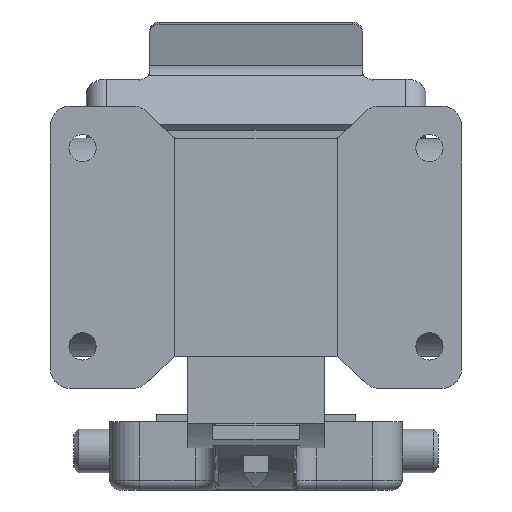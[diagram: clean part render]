
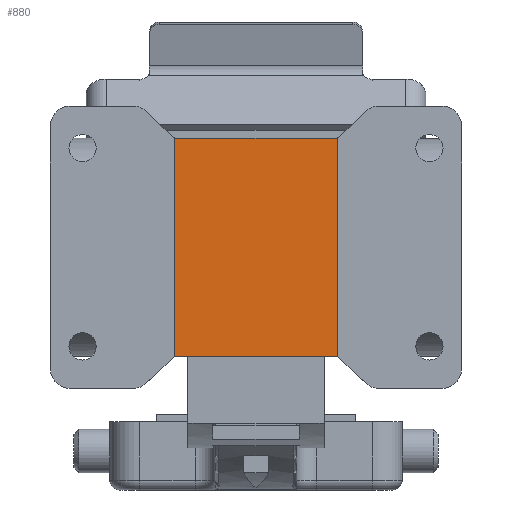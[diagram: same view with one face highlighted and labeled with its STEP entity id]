
A CAD part, front view. The second image highlights one B-rep face of the part: STEP entity #880.
In plain terms, the highlighted planar face has unit normal (0, -1, 0).
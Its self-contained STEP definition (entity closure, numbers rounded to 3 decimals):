
#191 = EDGE_CURVE ( 'NONE', #20555, #5540, #16165, .T. ) ;
#245 = LINE ( 'NONE', #4990, #8479 ) ;
#367 = ORIENTED_EDGE ( 'NONE', *, *, #20587, .F. ) ;
#498 = CARTESIAN_POINT ( 'NONE',  ( 16.5, 0., 22. ) ) ;
#688 = EDGE_CURVE ( 'NONE', #7344, #13390, #10719, .T. ) ;
#880 = ADVANCED_FACE ( 'NONE', ( #19204 ), #7038, .T. ) ;
#979 = EDGE_CURVE ( 'NONE', #9595, #13390, #9393, .T. ) ;
#1258 = DIRECTION ( 'NONE',  ( -0.72, 0., -0.694 ) ) ;
#1380 = CARTESIAN_POINT ( 'NONE',  ( -1.146, 0., 7.214 ) ) ;
#1412 = CARTESIAN_POINT ( 'NONE',  ( 22.088, 0., -27.381 ) ) ;
#1434 = EDGE_CURVE ( 'NONE', #11421, #5540, #13244, .T. ) ;
#1542 = CARTESIAN_POINT ( 'NONE',  ( -16.718, 0., 22.21 ) ) ;
#1603 = DIRECTION ( 'NONE',  ( 0., 0., 1. ) ) ;
#1751 = VERTEX_POINT ( 'NONE', #16374 ) ;
#1926 = VECTOR ( 'NONE', #3618, 1000. ) ;
#2219 = DIRECTION ( 'NONE',  ( 0., 0., -1. ) ) ;
#2798 = CARTESIAN_POINT ( 'NONE',  ( 16.198, 0., 22.75 ) ) ;
#2815 = CARTESIAN_POINT ( 'NONE',  ( -16.198, 0., -22. ) ) ;
#2846 = ORIENTED_EDGE ( 'NONE', *, *, #688, .T. ) ;
#2887 = CARTESIAN_POINT ( 'NONE',  ( 16.5, 0., 22. ) ) ;
#2978 = VERTEX_POINT ( 'NONE', #11348 ) ;
#3514 = ORIENTED_EDGE ( 'NONE', *, *, #979, .F. ) ;
#3618 = DIRECTION ( 'NONE',  ( 0.72, 0., 0.694 ) ) ;
#3654 = DIRECTION ( 'NONE',  ( -1., 0., 0. ) ) ;
#3796 = DIRECTION ( 'NONE',  ( 0., 0., 1. ) ) ;
#4448 = DIRECTION ( 'NONE',  ( 0., 0., -1. ) ) ;
#4990 = CARTESIAN_POINT ( 'NONE',  ( -23.5, 0., 22. ) ) ;
#5540 = VERTEX_POINT ( 'NONE', #1542 ) ;
#5669 = LINE ( 'NONE', #1412, #18819 ) ;
#6271 = EDGE_CURVE ( 'NONE', #1751, #20555, #18211, .T. ) ;
#6314 = ORIENTED_EDGE ( 'NONE', *, *, #1434, .T. ) ;
#6433 = CARTESIAN_POINT ( 'NONE',  ( 16.198, 0., 22. ) ) ;
#6630 = CARTESIAN_POINT ( 'NONE',  ( -16.198, 0., -22.75 ) ) ;
#6734 = DIRECTION ( 'NONE',  ( 0., 1., 0. ) ) ;
#7038 = PLANE ( 'NONE',  #14319 ) ;
#7088 = VERTEX_POINT ( 'NONE', #9602 ) ;
#7344 = VERTEX_POINT ( 'NONE', #18037 ) ;
#7428 = CARTESIAN_POINT ( 'NONE',  ( -16.198, 0., 22. ) ) ;
#7543 = VERTEX_POINT ( 'NONE', #498 ) ;
#7607 = AXIS2_PLACEMENT_3D ( 'NONE', #2798, #14336, #4448 ) ;
#8265 = DIRECTION ( 'NONE',  ( 0., 0., -1. ) ) ;
#8479 = VECTOR ( 'NONE', #14892, 1000. ) ;
#8488 = VERTEX_POINT ( 'NONE', #6433 ) ;
#9035 = CARTESIAN_POINT ( 'NONE',  ( 16.198, 0., -22.75 ) ) ;
#9393 = LINE ( 'NONE', #11959, #17655 ) ;
#9592 = DIRECTION ( 'NONE',  ( -0.72, 0., 0.694 ) ) ;
#9595 = VERTEX_POINT ( 'NONE', #20520 ) ;
#9602 = CARTESIAN_POINT ( 'NONE',  ( 16.5, 0., -22. ) ) ;
#10719 = CIRCLE ( 'NONE', #11424, 0.75 ) ;
#10725 = DIRECTION ( 'NONE',  ( 0., 0., -1. ) ) ;
#10884 = ORIENTED_EDGE ( 'NONE', *, *, #17770, .T. ) ;
#11300 = AXIS2_PLACEMENT_3D ( 'NONE', #16649, #6734, #18279 ) ;
#11348 = CARTESIAN_POINT ( 'NONE',  ( 16.718, 0., 22.21 ) ) ;
#11421 = VERTEX_POINT ( 'NONE', #7428 ) ;
#11424 = AXIS2_PLACEMENT_3D ( 'NONE', #6630, #18161, #8265 ) ;
#11671 = ORIENTED_EDGE ( 'NONE', *, *, #18908, .T. ) ;
#11945 = CARTESIAN_POINT ( 'NONE',  ( -16.5, 0., -16. ) ) ;
#11959 = CARTESIAN_POINT ( 'NONE',  ( -23.5, 0., -22. ) ) ;
#12106 = DIRECTION ( 'NONE',  ( 0., -1., 0. ) ) ;
#12289 = VECTOR ( 'NONE', #9592, 1000. ) ;
#12469 = VERTEX_POINT ( 'NONE', #12646 ) ;
#12646 = CARTESIAN_POINT ( 'NONE',  ( 16.718, 0., -22.21 ) ) ;
#12910 = DIRECTION ( 'NONE',  ( 0.72, 0., -0.694 ) ) ;
#13244 = CIRCLE ( 'NONE', #11300, 0.75 ) ;
#13390 = VERTEX_POINT ( 'NONE', #2815 ) ;
#13810 = VECTOR ( 'NONE', #3796, 1000. ) ;
#13948 = CIRCLE ( 'NONE', #18588, 0.75 ) ;
#14319 = AXIS2_PLACEMENT_3D ( 'NONE', #18637, #12106, #2219 ) ;
#14336 = DIRECTION ( 'NONE',  ( 0., 1., 0. ) ) ;
#14542 = LINE ( 'NONE', #15181, #1926 ) ;
#14892 = DIRECTION ( 'NONE',  ( 1., 0., 0. ) ) ;
#14900 = VECTOR ( 'NONE', #1258, 1000. ) ;
#14971 = LINE ( 'NONE', #21348, #18823 ) ;
#15181 = CARTESIAN_POINT ( 'NONE',  ( -17.134, 0., -22.611 ) ) ;
#15891 = ORIENTED_EDGE ( 'NONE', *, *, #18473, .F. ) ;
#16080 = EDGE_LOOP ( 'NONE', ( #3514, #10884, #20350, #11671, #367, #18889, #15891, #6314, #16635, #19350, #19040, #2846 ) ) ;
#16165 = LINE ( 'NONE', #1380, #12289 ) ;
#16374 = CARTESIAN_POINT ( 'NONE',  ( -16.5, 0., -22. ) ) ;
#16635 = ORIENTED_EDGE ( 'NONE', *, *, #191, .F. ) ;
#16649 = CARTESIAN_POINT ( 'NONE',  ( -16.198, 0., 22.75 ) ) ;
#16815 = EDGE_CURVE ( 'NONE', #7344, #1751, #14542, .T. ) ;
#17655 = VECTOR ( 'NONE', #3654, 1000. ) ;
#17770 = EDGE_CURVE ( 'NONE', #9595, #12469, #13948, .T. ) ;
#18037 = CARTESIAN_POINT ( 'NONE',  ( -16.718, 0., -22.21 ) ) ;
#18161 = DIRECTION ( 'NONE',  ( 0., 1., 0. ) ) ;
#18211 = LINE ( 'NONE', #11945, #13810 ) ;
#18279 = DIRECTION ( 'NONE',  ( 0., 0., -1. ) ) ;
#18338 = EDGE_CURVE ( 'NONE', #7088, #12469, #5669, .T. ) ;
#18473 = EDGE_CURVE ( 'NONE', #11421, #8488, #245, .T. ) ;
#18588 = AXIS2_PLACEMENT_3D ( 'NONE', #9035, #20590, #10725 ) ;
#18637 = CARTESIAN_POINT ( 'NONE',  ( -23.5, 0., -16. ) ) ;
#18819 = VECTOR ( 'NONE', #12910, 1000. ) ;
#18823 = VECTOR ( 'NONE', #1603, 1000. ) ;
#18889 = ORIENTED_EDGE ( 'NONE', *, *, #21142, .T. ) ;
#18908 = EDGE_CURVE ( 'NONE', #7088, #7543, #14971, .T. ) ;
#19040 = ORIENTED_EDGE ( 'NONE', *, *, #16815, .F. ) ;
#19187 = CARTESIAN_POINT ( 'NONE',  ( -16.5, 0., 22. ) ) ;
#19204 = FACE_OUTER_BOUND ( 'NONE', #16080, .T. ) ;
#19350 = ORIENTED_EDGE ( 'NONE', *, *, #6271, .F. ) ;
#19789 = LINE ( 'NONE', #2887, #14900 ) ;
#20350 = ORIENTED_EDGE ( 'NONE', *, *, #18338, .F. ) ;
#20520 = CARTESIAN_POINT ( 'NONE',  ( 16.198, 0., -22. ) ) ;
#20555 = VERTEX_POINT ( 'NONE', #19187 ) ;
#20587 = EDGE_CURVE ( 'NONE', #2978, #7543, #19789, .T. ) ;
#20590 = DIRECTION ( 'NONE',  ( 0., 1., 0. ) ) ;
#21045 = CIRCLE ( 'NONE', #7607, 0.75 ) ;
#21142 = EDGE_CURVE ( 'NONE', #2978, #8488, #21045, .T. ) ;
#21348 = CARTESIAN_POINT ( 'NONE',  ( 16.5, 0., -16. ) ) ;
